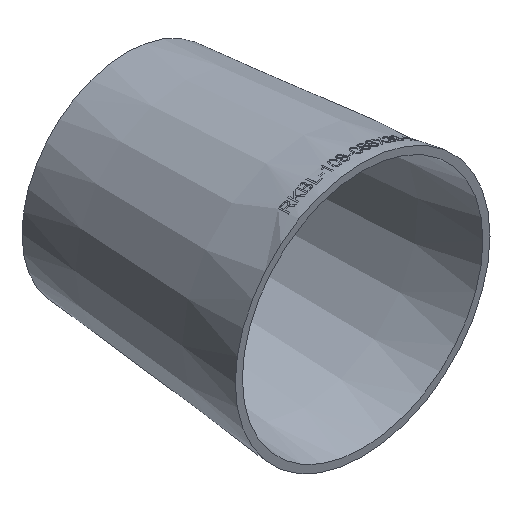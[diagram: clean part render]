
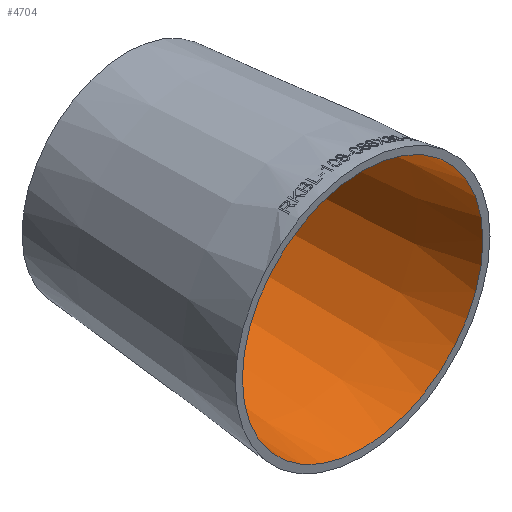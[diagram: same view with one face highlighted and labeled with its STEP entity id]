
A CAD part, isometric view. The second image highlights one B-rep face of the part: STEP entity #4704.
In plain terms, the highlighted conical face has half-angle 5.455 degrees and reference radius 50.986 mm.
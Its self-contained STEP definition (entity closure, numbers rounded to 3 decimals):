
#705 = CARTESIAN_POINT ( 'NONE',  ( 0., 0., -50.986 ) ) ;
#1950 = DIRECTION ( 'NONE',  ( 0., -1., 0. ) ) ;
#3217 = CARTESIAN_POINT ( 'NONE',  ( 0., 100., -41.436 ) ) ;
#4135 = CARTESIAN_POINT ( 'NONE',  ( 0., 100., 0. ) ) ;
#4673 = DIRECTION ( 'NONE',  ( 0., -1., 0. ) ) ;
#4704 = ADVANCED_FACE ( 'NONE', ( #23487, #10411 ), #19581, .F. ) ;
#5092 = AXIS2_PLACEMENT_3D ( 'NONE', #4135, #1950, #12237 ) ;
#5169 = DIRECTION ( 'NONE',  ( 0., 0., -1. ) ) ;
#5263 = EDGE_CURVE ( 'NONE', #23898, #23898, #29436, .T. ) ;
#9405 = CIRCLE ( 'NONE', #5092, 41.436 ) ;
#10411 = FACE_OUTER_BOUND ( 'NONE', #19121, .T. ) ;
#11564 = AXIS2_PLACEMENT_3D ( 'NONE', #21809, #4673, #24852 ) ;
#12237 = DIRECTION ( 'NONE',  ( 0., 0., -1. ) ) ;
#13272 = DIRECTION ( 'NONE',  ( 0., -1., 0. ) ) ;
#15656 = CARTESIAN_POINT ( 'NONE',  ( 0., 0., 0. ) ) ;
#16852 = AXIS2_PLACEMENT_3D ( 'NONE', #15656, #13272, #5169 ) ;
#18200 = ORIENTED_EDGE ( 'NONE', *, *, #5263, .T. ) ;
#19121 = EDGE_LOOP ( 'NONE', ( #18200 ) ) ;
#19581 = CONICAL_SURFACE ( 'NONE', #16852, 50.986, 0.095 ) ;
#21809 = CARTESIAN_POINT ( 'NONE',  ( 0., 0., 0. ) ) ;
#23487 = FACE_BOUND ( 'NONE', #29126, .T. ) ;
#23898 = VERTEX_POINT ( 'NONE', #705 ) ;
#24852 = DIRECTION ( 'NONE',  ( 0., 0., -1. ) ) ;
#26442 = VERTEX_POINT ( 'NONE', #3217 ) ;
#29126 = EDGE_LOOP ( 'NONE', ( #31825 ) ) ;
#29436 = CIRCLE ( 'NONE', #11564, 50.986 ) ;
#31825 = ORIENTED_EDGE ( 'NONE', *, *, #31896, .F. ) ;
#31896 = EDGE_CURVE ( 'NONE', #26442, #26442, #9405, .T. ) ;
